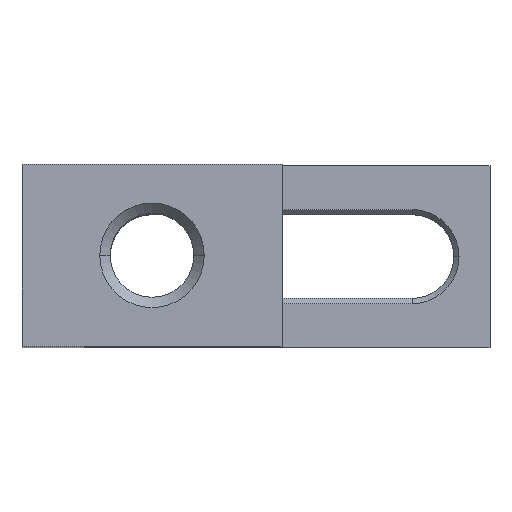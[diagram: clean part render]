
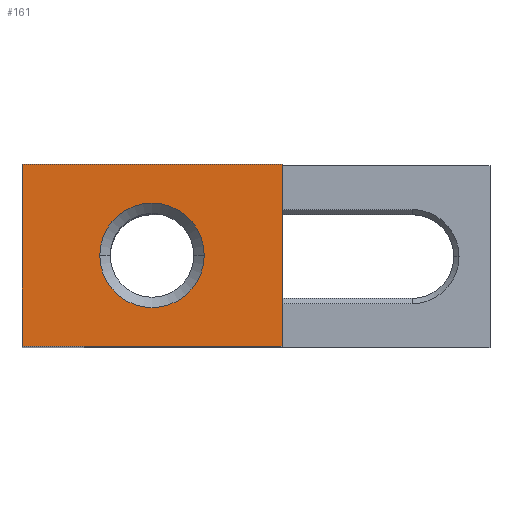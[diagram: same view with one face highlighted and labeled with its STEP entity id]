
A CAD part, top view. The second image highlights one B-rep face of the part: STEP entity #161.
In plain terms, the highlighted planar face has unit normal (0, 0, 1).
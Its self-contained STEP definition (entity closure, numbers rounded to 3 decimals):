
#161=ADVANCED_FACE('',(#351,#352),#353,.T.);
#351=FACE_OUTER_BOUND('',#565,.T.);
#352=FACE_BOUND('',#566,.T.);
#353=PLANE('',#567);
#565=EDGE_LOOP('',(#977,#978,#979,#980));
#566=EDGE_LOOP('',(#981,#982));
#567=AXIS2_PLACEMENT_3D('',#983,#984,#985);
#977=ORIENTED_EDGE('',*,*,#1340,.F.);
#978=ORIENTED_EDGE('',*,*,#1328,.F.);
#979=ORIENTED_EDGE('',*,*,#1277,.F.);
#980=ORIENTED_EDGE('',*,*,#1368,.F.);
#981=ORIENTED_EDGE('',*,*,#1323,.F.);
#982=ORIENTED_EDGE('',*,*,#1369,.F.);
#983=CARTESIAN_POINT('',(5.0,130.0,150.0));
#984=DIRECTION('',(0.0,0.0,1.0));
#985=DIRECTION('',(1.0,0.0,0.0));
#1277=EDGE_CURVE('',#1539,#1541,#1542,.T.);
#1323=EDGE_CURVE('',#1604,#1600,#1606,.T.);
#1328=EDGE_CURVE('',#1541,#1611,#1612,.T.);
#1340=EDGE_CURVE('',#1611,#1623,#1630,.T.);
#1368=EDGE_CURVE('',#1623,#1539,#1665,.T.);
#1369=EDGE_CURVE('',#1600,#1604,#1666,.T.);
#1539=VERTEX_POINT('',#1871);
#1541=VERTEX_POINT('',#1874);
#1542=LINE('',#1875,#1876);
#1600=VERTEX_POINT('',#1950);
#1604=VERTEX_POINT('',#1955);
#1606=CIRCLE('',#1958,10.05);
#1611=VERTEX_POINT('',#1963);
#1612=LINE('',#1964,#1965);
#1623=VERTEX_POINT('',#1980);
#1630=LINE('',#1991,#1992);
#1665=LINE('',#2035,#2036);
#1666=CIRCLE('',#2037,10.05);
#1871=CARTESIAN_POINT('',(5.0,165.0,150.0));
#1874=CARTESIAN_POINT('',(55.0,165.0,150.0));
#1875=CARTESIAN_POINT('',(5.0,165.0,150.0));
#1876=VECTOR('',#2213,1.0);
#1950=CARTESIAN_POINT('',(19.95,147.5,150.0));
#1955=CARTESIAN_POINT('',(40.05,147.5,150.0));
#1958=AXIS2_PLACEMENT_3D('',#2280,#2281,#2282);
#1963=CARTESIAN_POINT('',(55.0,130.0,150.0));
#1964=CARTESIAN_POINT('',(55.0,165.0,150.0));
#1965=VECTOR('',#2289,1.0);
#1980=CARTESIAN_POINT('',(5.0,130.0,150.0));
#1991=CARTESIAN_POINT('',(55.0,130.0,150.0));
#1992=VECTOR('',#2301,1.0);
#2035=CARTESIAN_POINT('',(5.0,130.0,150.0));
#2036=VECTOR('',#2340,1.0);
#2037=AXIS2_PLACEMENT_3D('',#2341,#2342,#2343);
#2213=DIRECTION('',(1.0,0.0,0.0));
#2280=CARTESIAN_POINT('',(30.0,147.5,150.0));
#2281=DIRECTION('',(0.0,0.0,1.0));
#2282=DIRECTION('',(-1.0,0.0,0.0));
#2289=DIRECTION('',(0.0,-1.0,0.0));
#2301=DIRECTION('',(-1.0,0.0,0.0));
#2340=DIRECTION('',(0.0,1.0,0.0));
#2341=CARTESIAN_POINT('',(30.0,147.5,150.0));
#2342=DIRECTION('',(0.0,0.0,1.0));
#2343=DIRECTION('',(-1.0,0.0,0.0));
